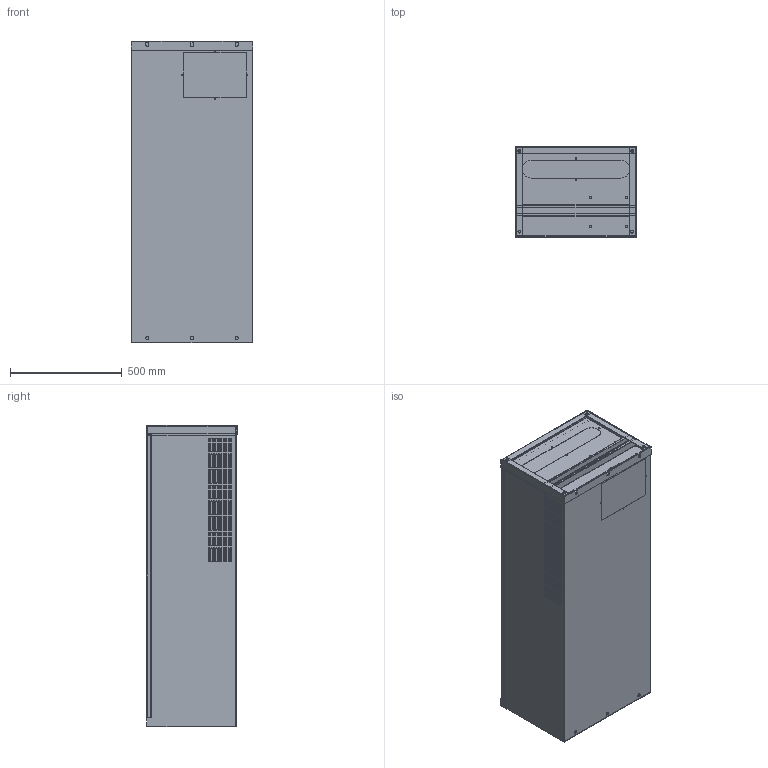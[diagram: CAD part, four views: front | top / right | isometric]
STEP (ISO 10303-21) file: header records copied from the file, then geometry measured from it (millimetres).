
FILE_DESCRIPTION (( 'STEP AP214' ), '1' );
FILE_NAME ('CNT-A310D33V280-315TEL.STEP', '2026-02-26T10:05:27', ( '' ), ( '' ), 'SwSTEP 2.0', 'SolidWorks 2022', '' );
FILE_SCHEMA (( 'AUTOMOTIVE_DESIGN' ));
Length unit declared in the file: millimetre
Products named in the file (1): CNT-A310D33V280-315TEL
Bounding box: 545 x 404 x 1345 mm (x, y, z)
Volume: 283963217.6 mm3; surface area: 3860137.8 mm2
Topology: 4 solids, 4 shells, 1141 faces, 2744 edges, 1785 vertices
Faces by surface type: plane 706, cylinder 435
Entity records: 33339 total; most frequent: DIRECTION 5879, CARTESIAN_POINT 5764, ORIENTED_EDGE 5488, EDGE_CURVE 2744, AXIS2_PLACEMENT_3D 2001, VECTOR 1877, LINE 1877, VERTEX_POINT 1785
